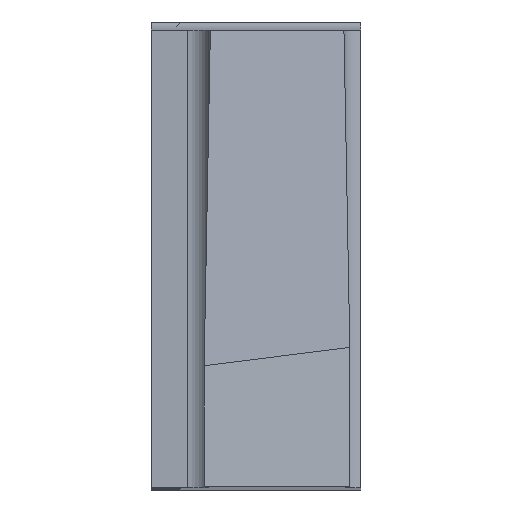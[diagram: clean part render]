
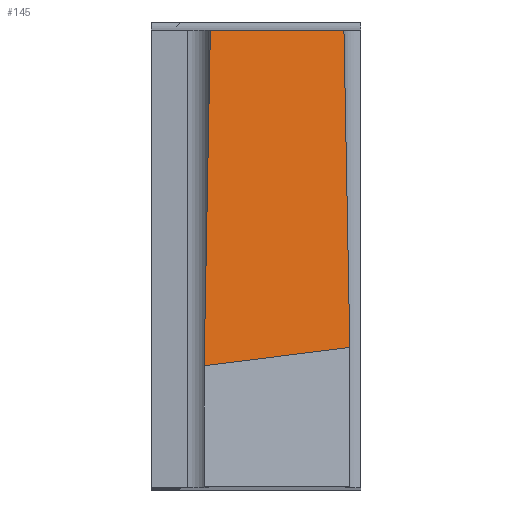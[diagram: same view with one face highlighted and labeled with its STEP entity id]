
A CAD part, top view. The second image highlights one B-rep face of the part: STEP entity #145.
In plain terms, the highlighted planar face has unit normal (0, 0.904, 0.427).
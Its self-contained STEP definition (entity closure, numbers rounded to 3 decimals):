
#55 = CARTESIAN_POINT ( 'NONE',  ( 3.6, 3.85, 13.027 ) ) ;
#68 = LINE ( 'NONE', #386, #618 ) ;
#129 = VECTOR ( 'NONE', #578, 1000. ) ;
#132 = CARTESIAN_POINT ( 'NONE',  ( 3.309, 3.85, 13.027 ) ) ;
#139 = AXIS2_PLACEMENT_3D ( 'NONE', #609, #827, #840 ) ;
#145 = ADVANCED_FACE ( 'NONE', ( #526 ), #684, .F. ) ;
#164 = VERTEX_POINT ( 'NONE', #314 ) ;
#179 = VERTEX_POINT ( 'NONE', #999 ) ;
#266 = CARTESIAN_POINT ( 'NONE',  ( 3.315, -1.623, 24.605 ) ) ;
#281 = ORIENTED_EDGE ( 'NONE', *, *, #904, .T. ) ;
#314 = CARTESIAN_POINT ( 'NONE',  ( 3.41, -1.611, 24.58 ) ) ;
#348 = ORIENTED_EDGE ( 'NONE', *, *, #894, .F. ) ;
#373 = LINE ( 'NONE', #55, #919 ) ;
#384 = VERTEX_POINT ( 'NONE', #899 ) ;
#386 = CARTESIAN_POINT ( 'NONE',  ( 3.418, -2.034, 25.475 ) ) ;
#415 = VERTEX_POINT ( 'NONE', #132 ) ;
#417 = CARTESIAN_POINT ( 'NONE',  ( 0.908, -2.024, 25.454 ) ) ;
#526 = FACE_OUTER_BOUND ( 'NONE', #641, .T. ) ;
#551 = DIRECTION ( 'NONE',  ( 0.008, 0.427, -0.904 ) ) ;
#562 = ORIENTED_EDGE ( 'NONE', *, *, #626, .F. ) ;
#578 = DIRECTION ( 'NONE',  ( -0.959, -0.121, 0.257 ) ) ;
#581 = EDGE_CURVE ( 'NONE', #415, #164, #68, .T. ) ;
#609 = CARTESIAN_POINT ( 'NONE',  ( 3.6, -2.034, 25.474 ) ) ;
#618 = VECTOR ( 'NONE', #693, 1000. ) ;
#626 = EDGE_CURVE ( 'NONE', #384, #179, #642, .T. ) ;
#627 = ORIENTED_EDGE ( 'NONE', *, *, #581, .F. ) ;
#641 = EDGE_LOOP ( 'NONE', ( #281, #562, #348, #627 ) ) ;
#642 = LINE ( 'NONE', #417, #773 ) ;
#682 = DIRECTION ( 'NONE',  ( -1., 0., 0. ) ) ;
#684 = PLANE ( 'NONE',  #139 ) ;
#693 = DIRECTION ( 'NONE',  ( 0.008, -0.427, 0.904 ) ) ;
#732 = LINE ( 'NONE', #266, #129 ) ;
#773 = VECTOR ( 'NONE', #551, 1000. ) ;
#827 = DIRECTION ( 'NONE',  ( 0., -0.904, -0.427 ) ) ;
#840 = DIRECTION ( 'NONE',  ( 0., -0.427, 0.904 ) ) ;
#894 = EDGE_CURVE ( 'NONE', #164, #384, #732, .T. ) ;
#899 = CARTESIAN_POINT ( 'NONE',  ( 0.91, -1.928, 25.25 ) ) ;
#904 = EDGE_CURVE ( 'NONE', #415, #179, #373, .T. ) ;
#919 = VECTOR ( 'NONE', #682, 1000. ) ;
#999 = CARTESIAN_POINT ( 'NONE',  ( 1.017, 3.85, 13.027 ) ) ;
